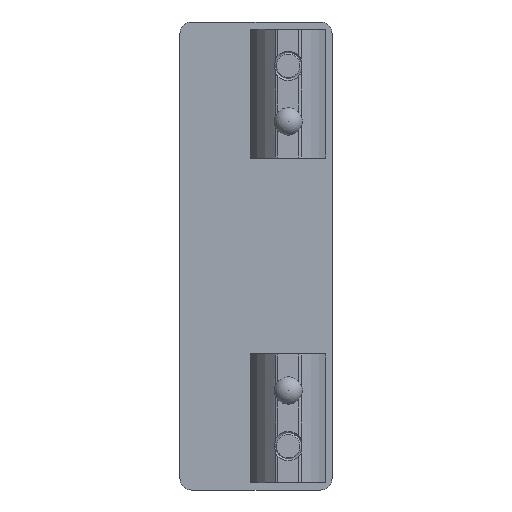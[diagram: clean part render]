
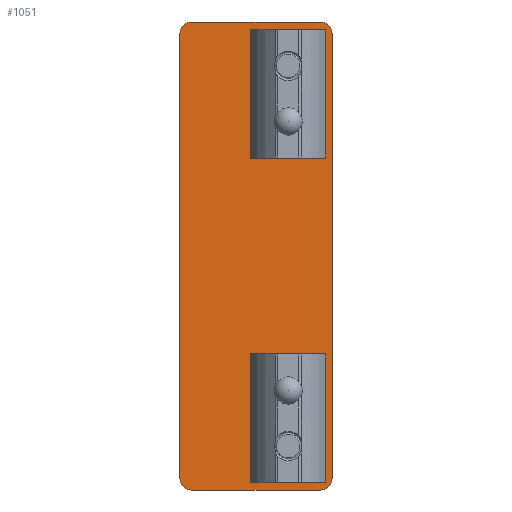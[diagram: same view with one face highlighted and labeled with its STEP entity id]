
A CAD part, front view. The second image highlights one B-rep face of the part: STEP entity #1051.
In plain terms, the highlighted planar face has unit normal (0, -1, 0).
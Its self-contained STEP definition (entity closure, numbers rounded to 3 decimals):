
#82=PLANE('',#1166);
#110=LINE('',#1626,#180);
#114=LINE('',#1638,#184);
#118=LINE('',#1650,#188);
#122=LINE('',#1662,#192);
#180=VECTOR('',#1291,1000.);
#184=VECTOR('',#1303,1000.);
#188=VECTOR('',#1315,1000.);
#192=VECTOR('',#1327,1000.);
#290=ORIENTED_EDGE('',*,*,#568,.F.);
#291=ORIENTED_EDGE('',*,*,#569,.F.);
#292=ORIENTED_EDGE('',*,*,#542,.F.);
#293=ORIENTED_EDGE('',*,*,#564,.F.);
#294=ORIENTED_EDGE('',*,*,#561,.F.);
#295=ORIENTED_EDGE('',*,*,#558,.F.);
#296=ORIENTED_EDGE('',*,*,#555,.F.);
#297=ORIENTED_EDGE('',*,*,#552,.F.);
#298=ORIENTED_EDGE('',*,*,#549,.F.);
#299=ORIENTED_EDGE('',*,*,#546,.F.);
#542=EDGE_CURVE('',#689,#690,#787,.T.);
#546=EDGE_CURVE('',#690,#693,#110,.T.);
#549=EDGE_CURVE('',#693,#695,#789,.T.);
#552=EDGE_CURVE('',#695,#697,#114,.T.);
#555=EDGE_CURVE('',#697,#699,#791,.T.);
#558=EDGE_CURVE('',#699,#701,#118,.T.);
#561=EDGE_CURVE('',#701,#703,#793,.T.);
#564=EDGE_CURVE('',#703,#689,#122,.T.);
#568=EDGE_CURVE('',#707,#707,#797,.T.);
#569=EDGE_CURVE('',#708,#708,#798,.T.);
#689=VERTEX_POINT('',#1618);
#690=VERTEX_POINT('',#1619);
#693=VERTEX_POINT('',#1627);
#695=VERTEX_POINT('',#1633);
#697=VERTEX_POINT('',#1639);
#699=VERTEX_POINT('',#1645);
#701=VERTEX_POINT('',#1651);
#703=VERTEX_POINT('',#1657);
#707=VERTEX_POINT('',#1671);
#708=VERTEX_POINT('',#1673);
#787=CIRCLE('',#1148,2.);
#789=CIRCLE('',#1152,2.);
#791=CIRCLE('',#1156,2.);
#793=CIRCLE('',#1160,2.);
#797=CIRCLE('',#1167,2.75);
#798=CIRCLE('',#1168,2.75);
#857=EDGE_LOOP('',(#290));
#858=EDGE_LOOP('',(#291));
#859=EDGE_LOOP('',(#292,#293,#294,#295,#296,#297,#298,#299));
#943=FACE_BOUND('',#857,.T.);
#944=FACE_BOUND('',#858,.T.);
#945=FACE_BOUND('',#859,.T.);
#1051=ADVANCED_FACE('',(#943,#944,#945),#82,.F.);
#1148=AXIS2_PLACEMENT_3D('',#1617,#1283,#1284);
#1152=AXIS2_PLACEMENT_3D('',#1632,#1296,#1297);
#1156=AXIS2_PLACEMENT_3D('',#1644,#1308,#1309);
#1160=AXIS2_PLACEMENT_3D('',#1656,#1320,#1321);
#1166=AXIS2_PLACEMENT_3D('',#1669,#1335,#1336);
#1167=AXIS2_PLACEMENT_3D('',#1670,#1337,#1338);
#1168=AXIS2_PLACEMENT_3D('',#1672,#1339,#1340);
#1283=DIRECTION('',(0.,1.,0.));
#1284=DIRECTION('',(1.,0.,0.));
#1291=DIRECTION('',(0.,0.,1.));
#1296=DIRECTION('',(0.,1.,0.));
#1297=DIRECTION('',(1.,0.,0.));
#1303=DIRECTION('',(1.,0.,0.));
#1308=DIRECTION('',(0.,1.,0.));
#1309=DIRECTION('',(1.,0.,0.));
#1315=DIRECTION('',(0.,0.,-1.));
#1320=DIRECTION('',(0.,1.,0.));
#1321=DIRECTION('',(1.,0.,0.));
#1327=DIRECTION('',(-1.,0.,0.));
#1335=DIRECTION('',(0.,1.,0.));
#1336=DIRECTION('',(0.,0.,1.));
#1337=DIRECTION('',(0.,-1.,0.));
#1338=DIRECTION('',(0.,0.,-1.));
#1339=DIRECTION('',(0.,-1.,0.));
#1340=DIRECTION('',(0.,0.,-1.));
#1617=CARTESIAN_POINT('',(2.,0.,-38.));
#1618=CARTESIAN_POINT('',(2.,0.,-40.));
#1619=CARTESIAN_POINT('',(0.,0.,-38.));
#1626=CARTESIAN_POINT('',(0.,0.,-38.));
#1627=CARTESIAN_POINT('',(0.,0.,38.));
#1632=CARTESIAN_POINT('',(2.,0.,38.));
#1633=CARTESIAN_POINT('',(2.,0.,40.));
#1638=CARTESIAN_POINT('',(2.,0.,40.));
#1639=CARTESIAN_POINT('',(24.,0.,40.));
#1644=CARTESIAN_POINT('',(24.,0.,38.));
#1645=CARTESIAN_POINT('',(26.,0.,38.));
#1650=CARTESIAN_POINT('',(26.,0.,38.));
#1651=CARTESIAN_POINT('',(26.,0.,-38.));
#1656=CARTESIAN_POINT('',(24.,0.,-38.));
#1657=CARTESIAN_POINT('',(24.,0.,-40.));
#1662=CARTESIAN_POINT('',(24.,0.,-40.));
#1669=CARTESIAN_POINT('',(2.,0.,-38.));
#1670=CARTESIAN_POINT('',(18.5,0.,32.5));
#1671=CARTESIAN_POINT('',(18.5,0.,29.75));
#1672=CARTESIAN_POINT('',(18.5,0.,-32.5));
#1673=CARTESIAN_POINT('',(18.5,0.,-35.25));
